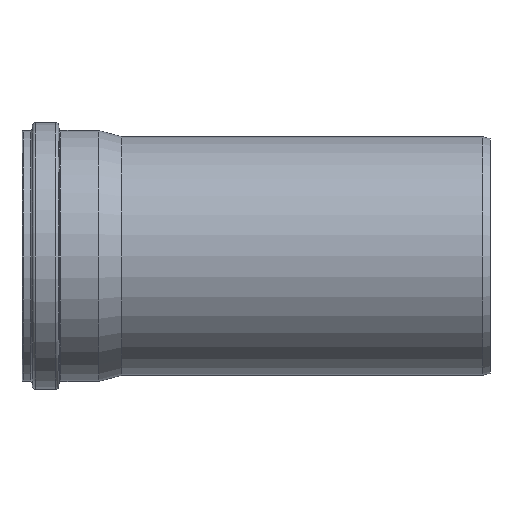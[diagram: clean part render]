
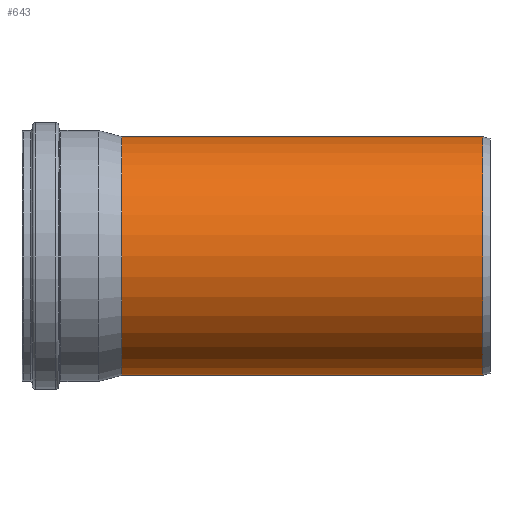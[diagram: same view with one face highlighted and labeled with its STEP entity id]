
A CAD part, left-side view. The second image highlights one B-rep face of the part: STEP entity #643.
In plain terms, the highlighted cylindrical face has radius 200.175 mm (diameter 400.35 mm), a full revolution.
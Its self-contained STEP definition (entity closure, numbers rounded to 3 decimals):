
#61=CYLINDRICAL_SURFACE('',#708,200.175);
#80=B_SPLINE_CURVE_WITH_KNOTS('',3,(#1397,#1398,#1399,#1400,#1401,#1402,
#1403,#1404,#1405,#1406,#1407,#1408,#1409,#1410,#1411,#1412,#1413,#1414,
#1415,#1416,#1417,#1418,#1419,#1420,#1421,#1422,#1423,#1424,#1425,#1426,
#1427,#1428,#1429,#1430,#1431,#1432,#1433,#1434,#1435,#1436),
 .UNSPECIFIED.,.T.,.F.,(4,1,1,1,1,1,1,1,1,1,1,1,1,1,1,1,1,1,1,1,1,1,1,1,
1,1,1,1,1,1,1,1,1,1,1,1,1,4),(-101.371,-97.751,-95.941,
-94.13,-92.32,-90.51,-86.89,
-84.476,-79.649,-77.839,-76.028,
-72.408,-68.788,-66.977,-65.167,-62.754,
-60.34,-57.926,-53.099,-48.272,
-43.445,-41.031,-38.618,-36.204,
-33.79,-32.986,-30.572,-28.963,
-27.756,-26.55,-24.136,-21.722,
-18.102,-14.482,-10.861,-7.241,
-3.62,0.),.UNSPECIFIED.);
#84=CIRCLE('',#709,200.175);
#85=CIRCLE('',#710,200.175);
#142=FACE_BOUND('',#266,.T.);
#143=FACE_BOUND('',#267,.T.);
#203=FACE_OUTER_BOUND('',#265,.T.);
#265=EDGE_LOOP('',(#516));
#266=EDGE_LOOP('',(#517));
#267=EDGE_LOOP('',(#518));
#386=VERTEX_POINT('',#1354);
#388=VERTEX_POINT('',#1439);
#389=VERTEX_POINT('',#1441);
#449=EDGE_CURVE('',#386,#386,#80,.T.);
#450=EDGE_CURVE('',#388,#388,#84,.T.);
#451=EDGE_CURVE('',#389,#389,#85,.T.);
#516=ORIENTED_EDGE('',*,*,#450,.F.);
#517=ORIENTED_EDGE('',*,*,#451,.T.);
#518=ORIENTED_EDGE('',*,*,#449,.F.);
#643=ADVANCED_FACE('',(#203,#142,#143),#61,.T.);
#708=AXIS2_PLACEMENT_3D('',#1438,#836,#837);
#709=AXIS2_PLACEMENT_3D('',#1440,#838,#839);
#710=AXIS2_PLACEMENT_3D('',#1442,#840,#841);
#836=DIRECTION('center_axis',(0.,-1.,0.));
#837=DIRECTION('ref_axis',(1.,0.,0.));
#838=DIRECTION('center_axis',(0.,-1.,0.));
#839=DIRECTION('ref_axis',(1.,0.,0.));
#840=DIRECTION('center_axis',(0.,-1.,0.));
#841=DIRECTION('ref_axis',(1.,0.,0.));
#1354=CARTESIAN_POINT('',(148.153,-53.617,134.611));
#1397=CARTESIAN_POINT('Ctrl Pts',(148.153,-53.614,134.611));
#1398=CARTESIAN_POINT('Ctrl Pts',(148.315,-66.602,134.438));
#1399=CARTESIAN_POINT('Ctrl Pts',(149.83,-86.09,132.807));
#1400=CARTESIAN_POINT('Ctrl Pts',(155.147,-110.767,126.565));
#1401=CARTESIAN_POINT('Ctrl Pts',(160.656,-128.042,119.561));
#1402=CARTESIAN_POINT('Ctrl Pts',(167.322,-143.592,110.116));
#1403=CARTESIAN_POINT('Ctrl Pts',(176.994,-161.547,94.412));
#1404=CARTESIAN_POINT('Ctrl Pts',(187.209,-176.137,72.877));
#1405=CARTESIAN_POINT('Ctrl Pts',(197.665,-189.04,38.37));
#1406=CARTESIAN_POINT('Ctrl Pts',(201.183,-192.835,6.537));
#1407=CARTESIAN_POINT('Ctrl Pts',(199.142,-190.593,-22.957));
#1408=CARTESIAN_POINT('Ctrl Pts',(195.132,-185.919,-47.623));
#1409=CARTESIAN_POINT('Ctrl Pts',(186.097,-174.89,-76.38));
#1410=CARTESIAN_POINT('Ctrl Pts',(173.869,-156.477,-99.944));
#1411=CARTESIAN_POINT('Ctrl Pts',(164.422,-137.305,-114.369));
#1412=CARTESIAN_POINT('Ctrl Pts',(157.477,-119.171,-123.734));
#1413=CARTESIAN_POINT('Ctrl Pts',(151.782,-97.018,-130.566));
#1414=CARTESIAN_POINT('Ctrl Pts',(148.485,-71.451,-134.257));
#1415=CARTESIAN_POINT('Ctrl Pts',(147.605,-36.744,-135.202));
#1416=CARTESIAN_POINT('Ctrl Pts',(151.615,6.318,-130.849));
#1417=CARTESIAN_POINT('Ctrl Pts',(160.853,56.154,-119.575));
#1418=CARTESIAN_POINT('Ctrl Pts',(170.461,95.865,-105.463));
#1419=CARTESIAN_POINT('Ctrl Pts',(178.556,125.971,-90.821));
#1420=CARTESIAN_POINT('Ctrl Pts',(184.644,147.422,-77.809));
#1421=CARTESIAN_POINT('Ctrl Pts',(190.487,167.182,-62.37));
#1422=CARTESIAN_POINT('Ctrl Pts',(194.537,180.456,-47.917));
#1423=CARTESIAN_POINT('Ctrl Pts',(197.865,191.219,-31.568));
#1424=CARTESIAN_POINT('Ctrl Pts',(199.925,197.787,-15.805));
#1425=CARTESIAN_POINT('Ctrl Pts',(200.344,199.117,2.652));
#1426=CARTESIAN_POINT('Ctrl Pts',(199.613,196.795,16.588));
#1427=CARTESIAN_POINT('Ctrl Pts',(197.791,190.975,32.485));
#1428=CARTESIAN_POINT('Ctrl Pts',(194.149,179.232,50.072));
#1429=CARTESIAN_POINT('Ctrl Pts',(187.769,158.135,70.463));
#1430=CARTESIAN_POINT('Ctrl Pts',(179.68,130.242,89.015));
#1431=CARTESIAN_POINT('Ctrl Pts',(170.538,96.205,105.266));
#1432=CARTESIAN_POINT('Ctrl Pts',(162.003,60.504,117.839));
#1433=CARTESIAN_POINT('Ctrl Pts',(154.667,23.48,127.206));
#1434=CARTESIAN_POINT('Ctrl Pts',(149.365,-14.663,133.307));
#1435=CARTESIAN_POINT('Ctrl Pts',(147.991,-40.627,134.785));
#1436=CARTESIAN_POINT('Ctrl Pts',(148.153,-53.614,134.611));
#1438=CARTESIAN_POINT('Origin',(0.,-49.557,
0.));
#1439=CARTESIAN_POINT('',(200.175,-352.461,0.));
#1440=CARTESIAN_POINT('Origin',(0.,-352.461,0.));
#1441=CARTESIAN_POINT('',(200.175,253.348,0.));
#1442=CARTESIAN_POINT('Origin',(0.,253.348,
0.));
